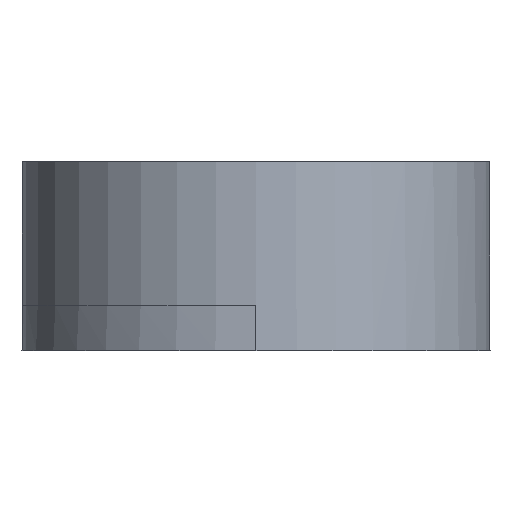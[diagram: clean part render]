
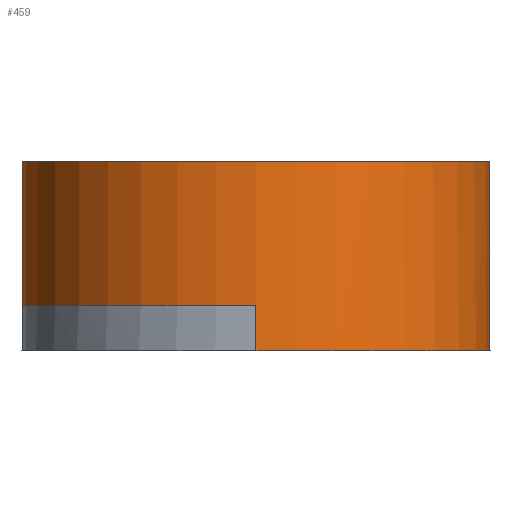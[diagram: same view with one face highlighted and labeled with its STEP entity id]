
A CAD part, left-side view. The second image highlights one B-rep face of the part: STEP entity #459.
In plain terms, the highlighted cylindrical face has radius 330.2 mm (diameter 660.4 mm), a partial arc.
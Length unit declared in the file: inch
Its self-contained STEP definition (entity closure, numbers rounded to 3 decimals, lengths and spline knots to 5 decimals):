
#1=CARTESIAN_POINT('',(0.,0.,0.));
#2=DIRECTION('',(0.,0.,-1.));
#3=DIRECTION('',(1.,0.,0.));
#4=AXIS2_PLACEMENT_3D('',#1,#2,#3);
#25=DIRECTION('',(0.,0.,-1.));
#26=VECTOR('',#25,2.5);
#27=CARTESIAN_POINT('',(13.,0.,0.));
#28=LINE('',#27,#26);
#29=CARTESIAN_POINT('',(0.,0.,0.));
#30=DIRECTION('',(0.,0.,-1.));
#31=DIRECTION('',(-1.,0.,0.));
#32=AXIS2_PLACEMENT_3D('',#29,#30,#31);
#38=DIRECTION('',(0.,0.,-1.));
#39=VECTOR('',#38,8.);
#40=CARTESIAN_POINT('',(8.00579,10.24242,8.));
#41=LINE('',#40,#39);
#90=DIRECTION('',(0.,0.,1.));
#91=VECTOR('',#90,8.);
#92=CARTESIAN_POINT('',(8.00579,-10.24242,0.));
#93=LINE('',#92,#91);
#109=CARTESIAN_POINT('',(0.,0.,8.));
#110=DIRECTION('',(0.,0.,1.));
#111=DIRECTION('',(0.616,0.788,0.));
#112=AXIS2_PLACEMENT_3D('',#109,#110,#111);
#247=CARTESIAN_POINT('',(0.,0.,-2.5));
#248=DIRECTION('',(0.,0.,-1.));
#249=DIRECTION('',(1.,0.,0.));
#250=AXIS2_PLACEMENT_3D('',#247,#248,#249);
#287=DIRECTION('',(0.,0.,-1.));
#288=VECTOR('',#287,2.5);
#289=CARTESIAN_POINT('',(-13.,0.,0.));
#290=LINE('',#289,#288);
#353=CARTESIAN_POINT('',(13.,0.,-2.5));
#354=CARTESIAN_POINT('',(-13.,0.,-2.5));
#355=VERTEX_POINT('',#353);
#356=VERTEX_POINT('',#354);
#369=CARTESIAN_POINT('',(13.,0.,0.));
#370=CARTESIAN_POINT('',(8.00579,-10.24242,0.));
#371=VERTEX_POINT('',#369);
#372=VERTEX_POINT('',#370);
#373=CARTESIAN_POINT('',(-13.,0.,0.));
#374=CARTESIAN_POINT('',(8.00579,10.24242,0.));
#375=VERTEX_POINT('',#373);
#376=VERTEX_POINT('',#374);
#389=CARTESIAN_POINT('',(8.00579,10.24242,8.));
#390=CARTESIAN_POINT('',(8.00579,-10.24242,8.));
#391=VERTEX_POINT('',#389);
#392=VERTEX_POINT('',#390);
#437=CARTESIAN_POINT('',(0.,0.,0.));
#438=DIRECTION('',(0.,0.,1.));
#439=DIRECTION('',(1.,0.,0.));
#440=AXIS2_PLACEMENT_3D('',#437,#438,#439);
#441=CYLINDRICAL_SURFACE('',#440,13.);
#443=ORIENTED_EDGE('',*,*,#442,.F.);
#445=ORIENTED_EDGE('',*,*,#444,.T.);
#447=ORIENTED_EDGE('',*,*,#446,.F.);
#448=ORIENTED_EDGE('',*,*,#414,.F.);
#450=ORIENTED_EDGE('',*,*,#449,.T.);
#452=ORIENTED_EDGE('',*,*,#451,.T.);
#454=ORIENTED_EDGE('',*,*,#453,.F.);
#456=ORIENTED_EDGE('',*,*,#455,.T.);
#457=EDGE_LOOP('',(#443,#445,#447,#448,#450,#452,#454,#456));
#458=FACE_OUTER_BOUND('',#457,.F.);
#459=ADVANCED_FACE('',(#458),#441,.T.);
#5=CIRCLE('',#4,13.);
#33=CIRCLE('',#32,13.);
#113=CIRCLE('',#112,13.);
#251=CIRCLE('',#250,13.);
#414=EDGE_CURVE('',#371,#372,#5,.T.);
#442=EDGE_CURVE('',#391,#376,#41,.T.);
#444=EDGE_CURVE('',#391,#392,#113,.T.);
#446=EDGE_CURVE('',#372,#392,#93,.T.);
#449=EDGE_CURVE('',#371,#355,#28,.T.);
#451=EDGE_CURVE('',#355,#356,#251,.T.);
#453=EDGE_CURVE('',#375,#356,#290,.T.);
#455=EDGE_CURVE('',#375,#376,#33,.T.);
